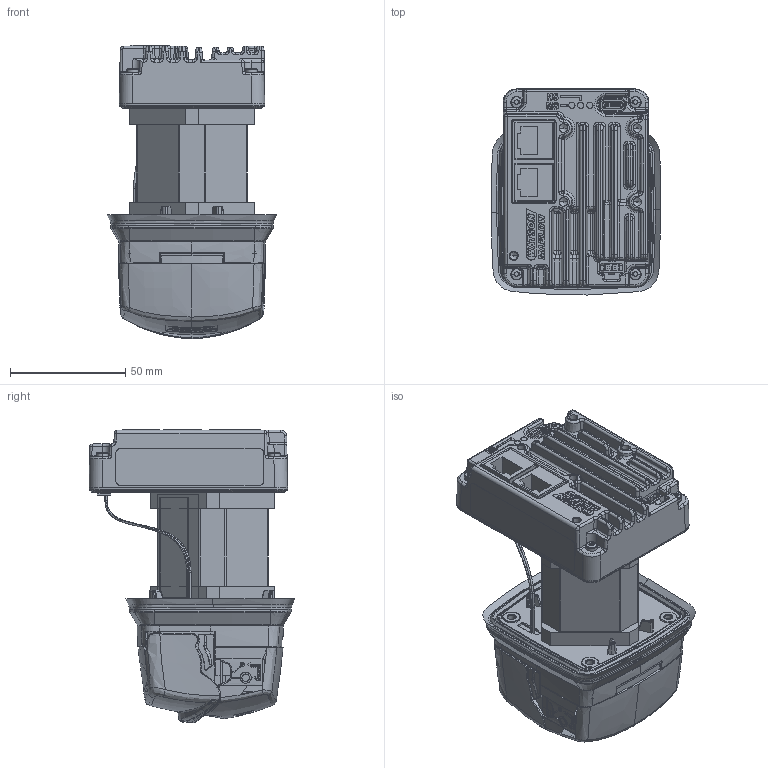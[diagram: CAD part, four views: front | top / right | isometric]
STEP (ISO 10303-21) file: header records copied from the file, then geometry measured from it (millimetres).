
FILE_DESCRIPTION (( 'STEP AP214' ), '1' );
FILE_NAME ('x108xx.Gxxx.xxx.V1_114_pumphead_solid.STEP', '2024-05-24T11:07:14', ( '' ), ( '' ), 'SwSTEP 2.0', 'SolidWorks 2023', '' );
FILE_SCHEMA (( 'AUTOMOTIVE_DESIGN' ));
Length unit declared in the file: millimetre
Products named in the file (6): x168xx.Gxxx.xxx.stp; x108xx.Gxxx.xxx.V1_114_pumphead_solid; 114_pumphead_solid.step; x108xx.Gxxx.xxx.V1.stp; 100 seal.stp; 100 Mounting plate.stp
Assembly tree (5 placements, depth 3):
  x108xx.Gxxx.xxx.V1_114_pumphead_solid
    x108xx.Gxxx.xxx.V1.stp
      x168xx.Gxxx.xxx.stp
      100 Mounting plate.stp
      100 seal.stp
    114_pumphead_solid.step
Bounding box: 73.54 x 89.2 x 127.16 mm (x, y, z)
Volume: 373940.9 mm3; surface area: 75159.1 mm2
Topology: 4 solids, 25 shells, 3923 faces, 10156 edges, 6393 vertices
Faces by surface type: plane 1742, bspline 1195, cylinder 682, cone 159, torus 117, sphere 28
Full cylindrical faces by diameter (mm): 3 x1
Entity records: 241457 total; most frequent: CARTESIAN_POINT 157207, ORIENTED_EDGE 20228, DIRECTION 13047, EDGE_CURVE 10114, VERTEX_POINT 6392, LINE 5187, VECTOR 5187, EDGE_LOOP 4090
